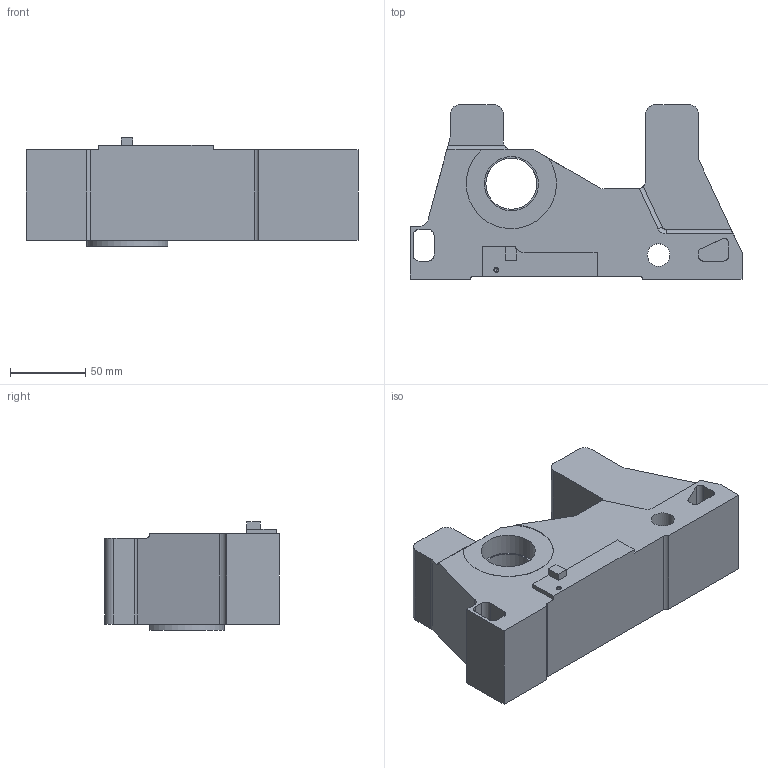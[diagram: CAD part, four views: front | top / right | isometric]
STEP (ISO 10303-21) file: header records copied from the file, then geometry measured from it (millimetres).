
FILE_DESCRIPTION(/* description */ (''),/* implementation_level */ '2;1');
FILE_NAME(/* name */ 'var5.stp',/* time_stamp */ '2019-04-29T10:55:23+03:00',/* author */ ('igoro'),/* organization */ (''),/* preprocessor_version */ 'ST-DEVELOPER v17',/* originating_system */ 'Autodesk Inventor 2019',/* authorisation */ '');
FILE_SCHEMA (('AUTOMOTIVE_DESIGN { 1 0 10303 214 3 1 1 }'));
Length unit declared in the file: millimetre
Products named in the file (1): Part1
Bounding box: 221 x 116 x 72 mm (x, y, z)
Volume: 960151.9 mm3; surface area: 90750.3 mm2
Topology: 1 solids, 1 shells, 75 faces, 217 edges, 146 vertices
Faces by surface type: plane 42, cylinder 30, cone 2, bspline 1
Full cylindrical faces by diameter (mm): 2.459 x1, 15 x1, 34 x1, 36 x1
Entity records: 2565 total; most frequent: CARTESIAN_POINT 467, DIRECTION 433, ORIENTED_EDGE 432, EDGE_CURVE 216, VERTEX_POINT 146, AXIS2_PLACEMENT_3D 145, LINE 143, VECTOR 143
